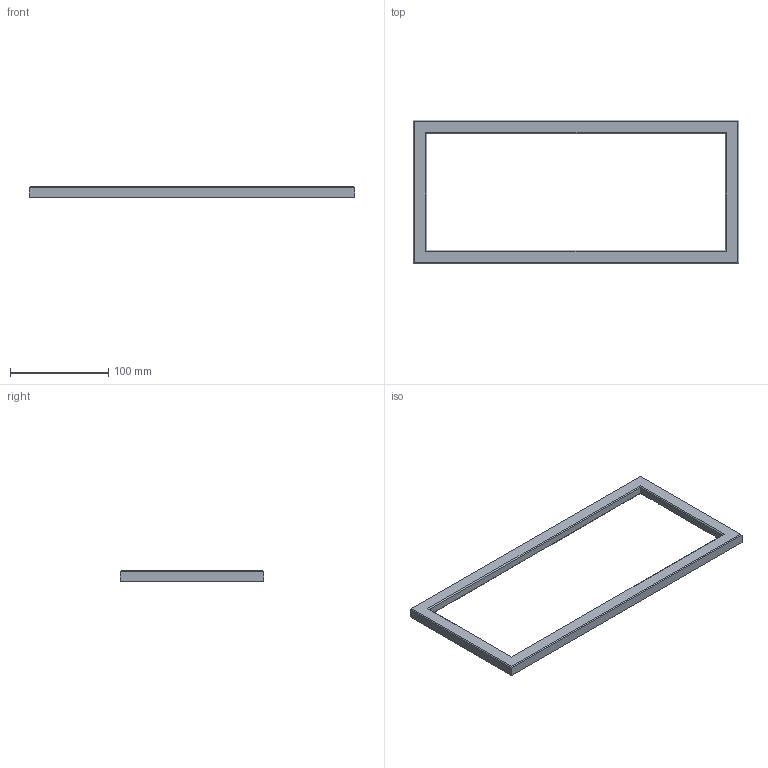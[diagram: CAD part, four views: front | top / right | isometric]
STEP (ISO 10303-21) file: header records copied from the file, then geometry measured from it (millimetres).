
FILE_DESCRIPTION (( 'STEP AP203' ), '1' );
FILE_NAME ('Case_Top_1.STEP', '2021-01-17T17:48:42', ( '' ), ( '' ), 'SwSTEP 2.0', 'SolidWorks 2019', '' );
FILE_SCHEMA (( 'CONFIG_CONTROL_DESIGN' ));
Length unit declared in the file: millimetre
Products named in the file (1): Case_Top_1
Bounding box: 332.27 x 146.54 x 10.5 mm (x, y, z)
Volume: 123021.6 mm3; surface area: 44114.7 mm2
Topology: 1 solids, 1 shells, 245 faces, 614 edges, 346 vertices
Faces by surface type: cone 104, cylinder 88, plane 53
Entity records: 6957 total; most frequent: DIRECTION 1282, CARTESIAN_POINT 1154, ORIENTED_EDGE 1124, EDGE_CURVE 562, AXIS2_PLACEMENT_3D 474, VERTEX_POINT 346, LINE 334, VECTOR 334
